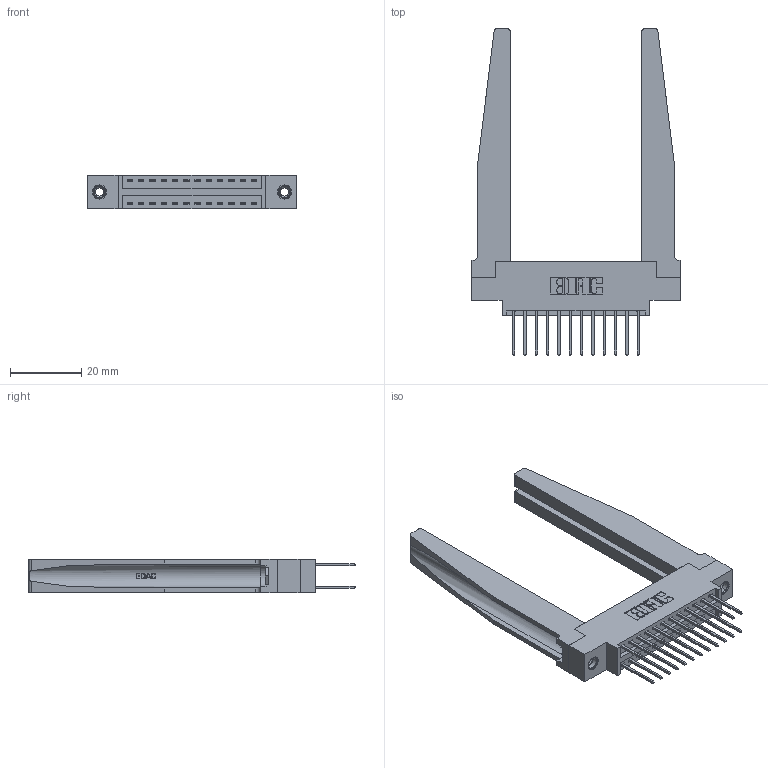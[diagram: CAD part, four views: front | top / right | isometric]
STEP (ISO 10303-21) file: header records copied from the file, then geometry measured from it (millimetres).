
FILE_DESCRIPTION (( 'STEP AP203' ), '1' );
FILE_NAME ('396-024-522-878.STEP', '2019-11-01T18:43:26', ( '' ), ( '' ), 'SwSTEP 2.0', 'SolidWorks 2016', '' );
FILE_SCHEMA (( 'CONFIG_CONTROL_DESIGN' ));
Length unit declared in the file: inch
Products named in the file (5): 346 Part_0.170 Offset - 0.156 Dia-TH; 345-292-001_345-293-122; 346-220-078_345-220-078; 345-250-001_345-250-001-102; 396-024-522-878
Assembly tree (29 placements, depth 2):
  396-024-522-878
    346 Part_0.170 Offset - 0.156 Dia-TH
    345-292-001_345-293-122  x24
    346-220-078_345-220-078  x2
    345-250-001_345-250-001-102  x2
Bounding box: 58.67 x 91.69 x 9.4 mm (x, y, z)
Volume: 12304.2 mm3; surface area: 13946.9 mm2
Topology: 29 solids, 29 shells, 1608 faces, 4669 edges, 3070 vertices
Faces by surface type: plane 1062, cylinder 494, bspline 36, cone 12, torus 4
Entity records: 16768 total; most frequent: CARTESIAN_POINT 3743, ORIENTED_EDGE 2566, DIRECTION 2337, EDGE_CURVE 1283, LINE 1009, VECTOR 1009, VERTEX_POINT 848, AXIS2_PLACEMENT_3D 664
